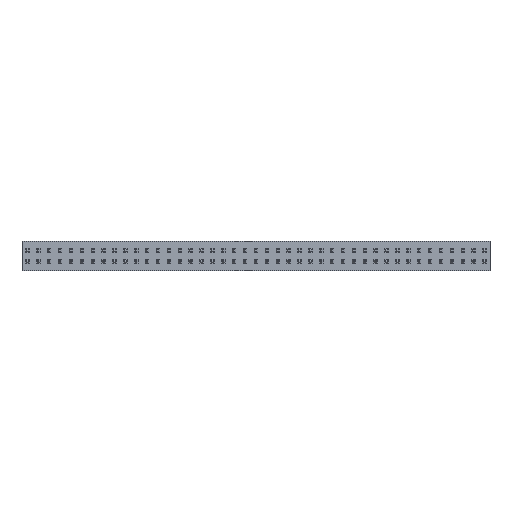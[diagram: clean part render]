
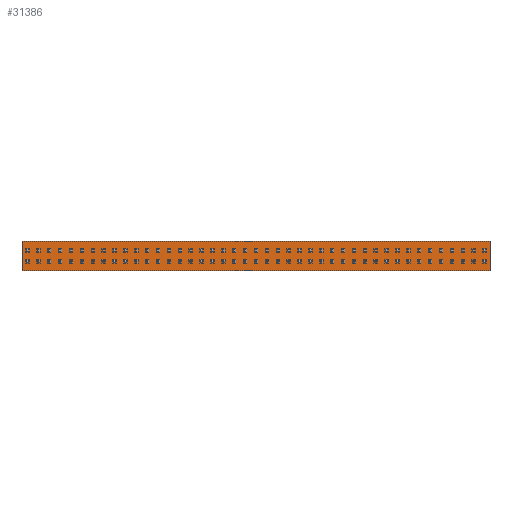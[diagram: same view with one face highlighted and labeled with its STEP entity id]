
A CAD part, top view. The second image highlights one B-rep face of the part: STEP entity #31386.
In plain terms, the highlighted face is planar.
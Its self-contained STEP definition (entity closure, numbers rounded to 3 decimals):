
#31254 = EDGE_CURVE('',#31255,#31257,#31259,.T.);
#31255 = VERTEX_POINT('',#31256);
#31256 = CARTESIAN_POINT('',(-27.305,1.778,-1.715));
#31257 = VERTEX_POINT('',#31258);
#31258 = CARTESIAN_POINT('',(-27.305,1.778,1.715));
#31259 = LINE('',#31260,#31261);
#31260 = CARTESIAN_POINT('',(-27.305,1.778,-1.715));
#31261 = VECTOR('',#31262,1.);
#31262 = DIRECTION('',(0.,0.,1.));
#31294 = EDGE_CURVE('',#31257,#31295,#31297,.T.);
#31295 = VERTEX_POINT('',#31296);
#31296 = CARTESIAN_POINT('',(27.305,1.778,1.715));
#31297 = LINE('',#31298,#31299);
#31298 = CARTESIAN_POINT('',(-27.305,1.778,1.715));
#31299 = VECTOR('',#31300,1.);
#31300 = DIRECTION('',(1.,0.,0.));
#31325 = EDGE_CURVE('',#31295,#31326,#31328,.T.);
#31326 = VERTEX_POINT('',#31327);
#31327 = CARTESIAN_POINT('',(27.305,1.778,-1.715));
#31328 = LINE('',#31329,#31330);
#31329 = CARTESIAN_POINT('',(27.305,1.778,1.715));
#31330 = VECTOR('',#31331,1.);
#31331 = DIRECTION('',(0.,0.,-1.));
#31356 = EDGE_CURVE('',#31326,#31255,#31357,.T.);
#31357 = LINE('',#31358,#31359);
#31358 = CARTESIAN_POINT('',(27.305,1.778,-1.715));
#31359 = VECTOR('',#31360,1.);
#31360 = DIRECTION('',(-1.,0.,0.));
#31386 = ADVANCED_FACE('',(#31387),#31393,.T.);
#31387 = FACE_BOUND('',#31388,.T.);
#31388 = EDGE_LOOP('',(#31389,#31390,#31391,#31392));
#31389 = ORIENTED_EDGE('',*,*,#31254,.T.);
#31390 = ORIENTED_EDGE('',*,*,#31294,.T.);
#31391 = ORIENTED_EDGE('',*,*,#31325,.T.);
#31392 = ORIENTED_EDGE('',*,*,#31356,.T.);
#31393 = PLANE('',#31394);
#31394 = AXIS2_PLACEMENT_3D('',#31395,#31396,#31397);
#31395 = CARTESIAN_POINT('',(0.,1.778,0.));
#31396 = DIRECTION('',(0.,1.,0.));
#31397 = DIRECTION('',(0.,-0.,1.));
